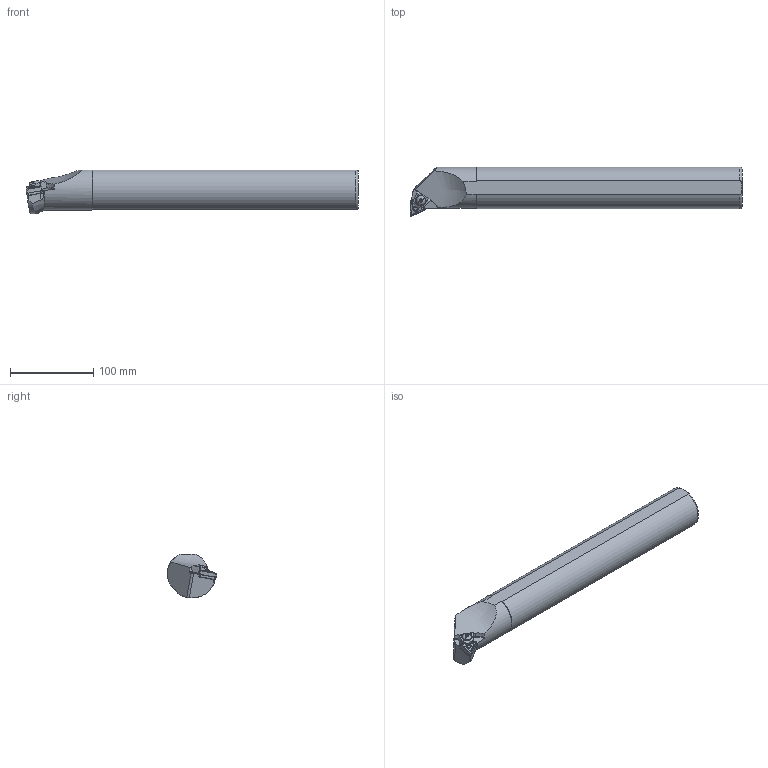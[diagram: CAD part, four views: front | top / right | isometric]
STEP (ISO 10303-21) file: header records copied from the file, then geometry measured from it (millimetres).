
FILE_DESCRIPTION (( 'STEP AP214' ), '1' );
FILE_NAME ('S50V-MTUNR-22-LIGHT.STP', '2023-10-20T08:57:20', ( '' ), ( '' ), 'SwSTEP 2.0', 'SolidWorks 2018', '' );
FILE_SCHEMA (( 'AUTOMOTIVE_DESIGN' ));
Length unit declared in the file: millimetre
Products named in the file (1): S50V-MTUNR-22-LIGHT
Bounding box: 400 x 60 x 52.94 mm (x, y, z)
Volume: 731361.6 mm3; surface area: 66437.3 mm2
Topology: 2 solids, 2 shells, 229 faces, 564 edges, 341 vertices
Faces by surface type: plane 99, cylinder 52, cone 42, torus 22, bspline 12, sphere 2
Entity records: 9532 total; most frequent: CARTESIAN_POINT 3351, ORIENTED_EDGE 1112, DIRECTION 1046, EDGE_CURVE 556, AXIS2_PLACEMENT_3D 382, VERTEX_POINT 341, LINE 282, VECTOR 282
